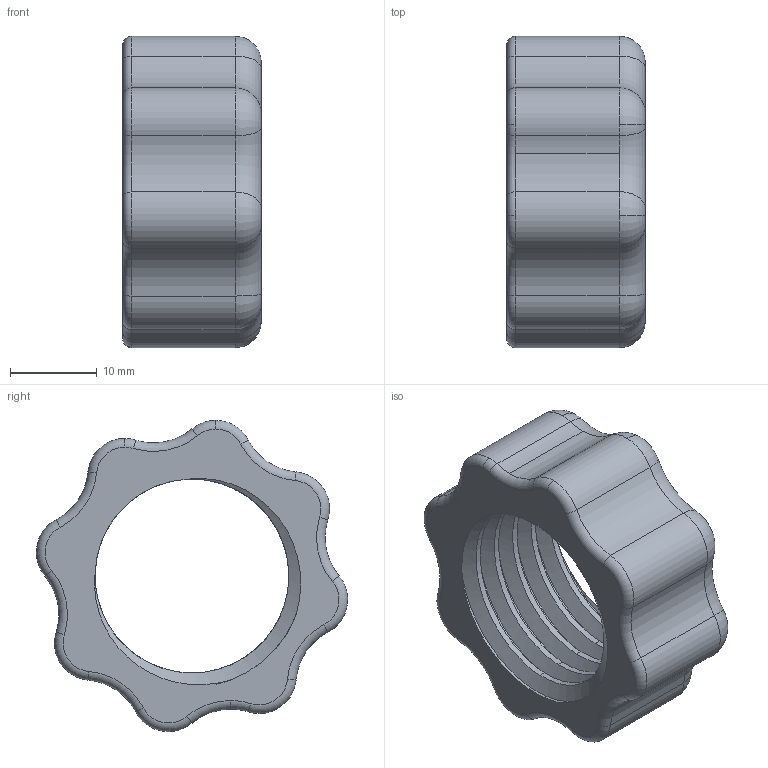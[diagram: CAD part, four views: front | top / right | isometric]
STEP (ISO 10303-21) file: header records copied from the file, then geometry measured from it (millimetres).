
FILE_DESCRIPTION (( 'STEP AP214' ), '1' );
FILE_NAME ('BtensionerM24TwistNutFIXED.STEP', '2025-04-01T15:46:56', ( '' ), ( '' ), 'SwSTEP 2.0', 'SolidWorks 2024', '' );
FILE_SCHEMA (( 'AUTOMOTIVE_DESIGN' ));
Length unit declared in the file: millimetre
Products named in the file (1): BtensionerM24TwistNutFIXED
Bounding box: 16 x 35.97 x 35.98 mm (x, y, z)
Volume: 7189.7 mm3; surface area: 4538.6 mm2
Topology: 1 solids, 1 shells, 76 faces, 188 edges, 114 vertices
Faces by surface type: torus 40, cylinder 31, bspline 3, plane 2
Entity records: 11086 total; most frequent: CARTESIAN_POINT 8390, DIRECTION 430, ORIENTED_EDGE 376, AXIS2_PLACEMENT_3D 200, EDGE_CURVE 188, CIRCLE 126, VERTEX_POINT 114, UNCERTAINTY_MEASURE_WITH_UNIT 78
